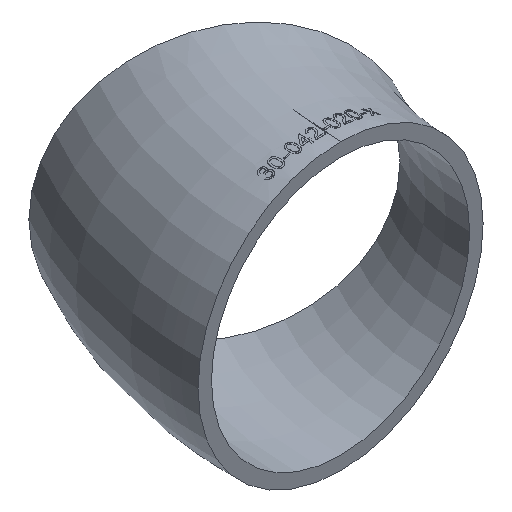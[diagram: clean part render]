
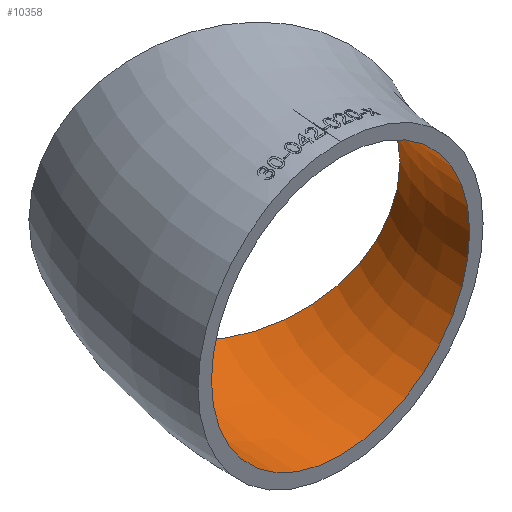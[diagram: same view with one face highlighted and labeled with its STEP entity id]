
A CAD part, isometric view. The second image highlights one B-rep face of the part: STEP entity #10358.
In plain terms, the highlighted toroidal (fillet/blend) face has major radius 47.5 mm and minor radius 19.2 mm.
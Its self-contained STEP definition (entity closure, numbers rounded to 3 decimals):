
#1375 = EDGE_CURVE ( 'NONE', #2730, #2730, #1806, .T. ) ;
#1806 = CIRCLE ( 'NONE', #13471, 19.2 ) ;
#2730 = VERTEX_POINT ( 'NONE', #11562 ) ;
#2812 = VERTEX_POINT ( 'NONE', #6277 ) ;
#2954 = FACE_OUTER_BOUND ( 'NONE', #14702, .T. ) ;
#3257 = DIRECTION ( 'NONE',  ( -1., 0., 0. ) ) ;
#3585 = TOROIDAL_SURFACE ( 'NONE', #16019, 47.5, 19.2 ) ;
#4894 = EDGE_LOOP ( 'NONE', ( #13253 ) ) ;
#5159 = ORIENTED_EDGE ( 'NONE', *, *, #1375, .T. ) ;
#6277 = CARTESIAN_POINT ( 'NONE',  ( -47.5, 0., 19.2 ) ) ;
#6762 = FACE_OUTER_BOUND ( 'NONE', #4894, .T. ) ;
#7896 = CARTESIAN_POINT ( 'NONE',  ( -41.136, 23.75, 0. ) ) ;
#9263 = CARTESIAN_POINT ( 'NONE',  ( -47.5, 0., 0. ) ) ;
#9892 = EDGE_CURVE ( 'NONE', #2812, #2812, #10361, .T. ) ;
#10358 = ADVANCED_FACE ( 'NONE', ( #2954, #6762 ), #3585, .F. ) ;
#10360 = DIRECTION ( 'NONE',  ( 0., 0., 1. ) ) ;
#10361 = CIRCLE ( 'NONE', #15475, 19.2 ) ;
#10664 = CARTESIAN_POINT ( 'NONE',  ( 0., 0., 0. ) ) ;
#11148 = DIRECTION ( 'NONE',  ( 0., 0., -1. ) ) ;
#11562 = CARTESIAN_POINT ( 'NONE',  ( -57.764, 33.35, 0. ) ) ;
#11638 = DIRECTION ( 'NONE',  ( -0.866, 0.5, 0. ) ) ;
#13253 = ORIENTED_EDGE ( 'NONE', *, *, #9892, .F. ) ;
#13471 = AXIS2_PLACEMENT_3D ( 'NONE', #7896, #16697, #11638 ) ;
#14498 = DIRECTION ( 'NONE',  ( 0., 1., 0. ) ) ;
#14702 = EDGE_LOOP ( 'NONE', ( #5159 ) ) ;
#15475 = AXIS2_PLACEMENT_3D ( 'NONE', #9263, #14498, #10360 ) ;
#16019 = AXIS2_PLACEMENT_3D ( 'NONE', #10664, #11148, #3257 ) ;
#16697 = DIRECTION ( 'NONE',  ( 0.5, 0.866, 0. ) ) ;
